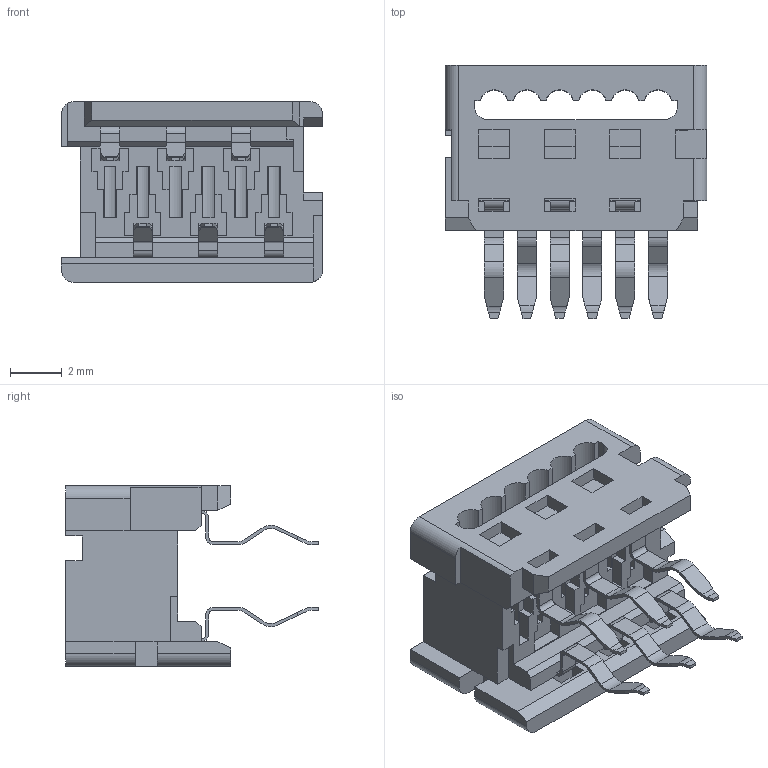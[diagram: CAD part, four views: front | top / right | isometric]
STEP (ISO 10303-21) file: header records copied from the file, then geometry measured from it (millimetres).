
FILE_DESCRIPTION((''),'2;1');
FILE_NAME('905841306','2014-03-26T',('me'),(''),'PRO/ENGINEER BY PARAMETRIC TECHNOLOGY CORPORATION, 2011490','PRO/ENGINEER BY PARAMETRIC TECHNOLOGY CORPORATION, 2011490','');
FILE_SCHEMA(('CONFIG_CONTROL_DESIGN'));
Length unit declared in the file: millimetre
Products named in the file (1): 905841306
Bounding box: 10.13 x 9.8 x 7 mm (x, y, z)
Volume: 235.8 mm3; surface area: 682.2 mm2
Topology: 1 solids, 1 shells, 459 faces, 1379 edges, 914 vertices
Faces by surface type: plane 379, cylinder 80
Entity records: 15416 total; most frequent: CARTESIAN_POINT 2797, ORIENTED_EDGE 2734, DIRECTION 2445, EDGE_CURVE 1367, VECTOR 1185, LINE 1185, VERTEX_POINT 902, AXIS2_PLACEMENT_3D 630
